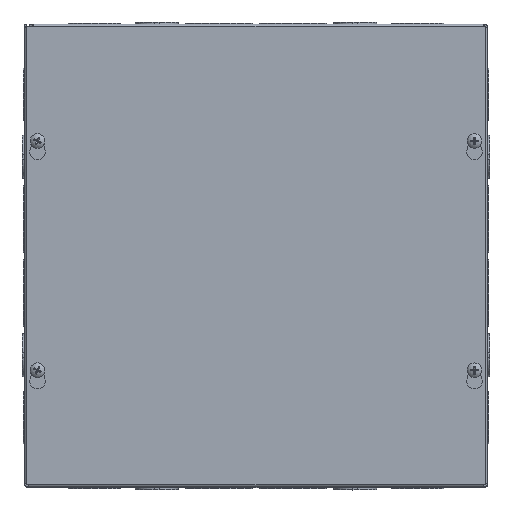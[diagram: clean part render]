
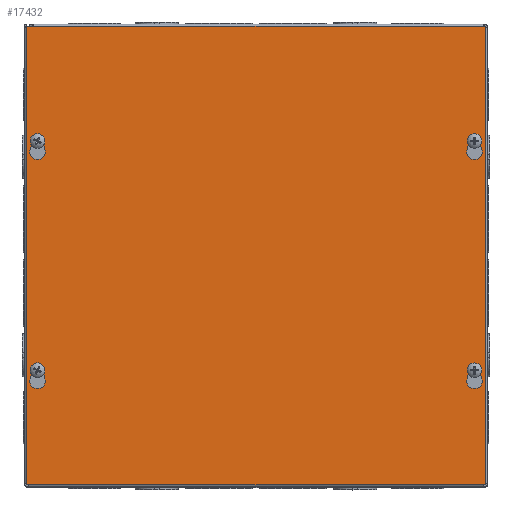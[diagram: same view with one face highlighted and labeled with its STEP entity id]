
A CAD part, top view. The second image highlights one B-rep face of the part: STEP entity #17432.
In plain terms, the highlighted planar face has unit normal (0, 0, 1).
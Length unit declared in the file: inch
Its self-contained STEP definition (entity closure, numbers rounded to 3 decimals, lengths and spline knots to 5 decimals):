
#1882=LINE($,#28830,#3604);
#1886=LINE($,#28840,#3608);
#1889=LINE($,#28848,#3611);
#1893=LINE($,#28860,#3615);
#1898=LINE($,#28878,#3620);
#1902=LINE($,#28888,#3624);
#1905=LINE($,#28896,#3627);
#1909=LINE($,#28908,#3631);
#1911=LINE($,#28916,#3633);
#1915=LINE($,#28924,#3637);
#1918=LINE($,#28930,#3640);
#1921=LINE($,#28935,#3643);
#3604=VECTOR($,#22925,0.26996);
#3608=VECTOR($,#22937,0.26996);
#3611=VECTOR($,#22942,0.26996);
#3615=VECTOR($,#22954,0.26996);
#3620=VECTOR($,#22973,0.26996);
#3624=VECTOR($,#22985,0.26996);
#3627=VECTOR($,#22990,0.26996);
#3631=VECTOR($,#23002,0.26996);
#3633=VECTOR($,#23012,12.);
#3637=VECTOR($,#23018,12.);
#3640=VECTOR($,#23023,12.);
#3643=VECTOR($,#23028,12.);
#4280=PLANE($,#18733);
#4763=FACE_BOUND($,#6749,.T.);
#4764=FACE_BOUND($,#6750,.T.);
#4765=FACE_BOUND($,#6751,.T.);
#4766=FACE_BOUND($,#6752,.T.);
#4767=FACE_BOUND($,#6753,.T.);
#6749=EDGE_LOOP($,(#15386,#15387,#15388,#15389));
#6750=EDGE_LOOP($,(#15390,#15391,#15392,#15393));
#6751=EDGE_LOOP($,(#15394,#15395,#15396,#15397));
#6752=EDGE_LOOP($,(#15398,#15399,#15400,#15401));
#6753=EDGE_LOOP($,(#15402,#15403,#15404,#15405));
#7156=CIRCLE($,#18699,0.203);
#7158=CIRCLE($,#18703,0.125);
#7160=CIRCLE($,#18708,0.125);
#7162=CIRCLE($,#18712,0.203);
#7164=CIRCLE($,#18715,0.203);
#7166=CIRCLE($,#18719,0.125);
#7168=CIRCLE($,#18724,0.125);
#7170=CIRCLE($,#18728,0.203);
#8573=VERTEX_POINT($,#28821);
#8574=VERTEX_POINT($,#28823);
#8576=VERTEX_POINT($,#28829);
#8578=VERTEX_POINT($,#28835);
#8581=VERTEX_POINT($,#28845);
#8582=VERTEX_POINT($,#28847);
#8584=VERTEX_POINT($,#28853);
#8586=VERTEX_POINT($,#28859);
#8589=VERTEX_POINT($,#28869);
#8590=VERTEX_POINT($,#28871);
#8592=VERTEX_POINT($,#28877);
#8594=VERTEX_POINT($,#28883);
#8597=VERTEX_POINT($,#28893);
#8598=VERTEX_POINT($,#28895);
#8600=VERTEX_POINT($,#28901);
#8602=VERTEX_POINT($,#28907);
#8603=VERTEX_POINT($,#28914);
#8604=VERTEX_POINT($,#28915);
#8607=VERTEX_POINT($,#28923);
#8609=VERTEX_POINT($,#28929);
#10769=EDGE_CURVE($,#8574,#8573,#7156,.T.);
#10772=EDGE_CURVE($,#8576,#8574,#1882,.T.);
#10775=EDGE_CURVE($,#8578,#8576,#7158,.T.);
#10778=EDGE_CURVE($,#8573,#8578,#1886,.T.);
#10781=EDGE_CURVE($,#8582,#8581,#1889,.T.);
#10784=EDGE_CURVE($,#8584,#8582,#7160,.T.);
#10787=EDGE_CURVE($,#8586,#8584,#1893,.T.);
#10790=EDGE_CURVE($,#8581,#8586,#7162,.T.);
#10793=EDGE_CURVE($,#8590,#8589,#7164,.T.);
#10796=EDGE_CURVE($,#8592,#8590,#1898,.T.);
#10799=EDGE_CURVE($,#8594,#8592,#7166,.T.);
#10802=EDGE_CURVE($,#8589,#8594,#1902,.T.);
#10805=EDGE_CURVE($,#8598,#8597,#1905,.T.);
#10808=EDGE_CURVE($,#8600,#8598,#7168,.T.);
#10811=EDGE_CURVE($,#8602,#8600,#1909,.T.);
#10814=EDGE_CURVE($,#8597,#8602,#7170,.T.);
#10815=EDGE_CURVE($,#8603,#8604,#1911,.T.);
#10819=EDGE_CURVE($,#8604,#8607,#1915,.T.);
#10822=EDGE_CURVE($,#8607,#8609,#1918,.T.);
#10825=EDGE_CURVE($,#8609,#8603,#1921,.T.);
#15386=ORIENTED_EDGE($,*,*,#10769,.T.);
#15387=ORIENTED_EDGE($,*,*,#10778,.T.);
#15388=ORIENTED_EDGE($,*,*,#10775,.T.);
#15389=ORIENTED_EDGE($,*,*,#10772,.T.);
#15390=ORIENTED_EDGE($,*,*,#10781,.T.);
#15391=ORIENTED_EDGE($,*,*,#10790,.T.);
#15392=ORIENTED_EDGE($,*,*,#10787,.T.);
#15393=ORIENTED_EDGE($,*,*,#10784,.T.);
#15394=ORIENTED_EDGE($,*,*,#10793,.T.);
#15395=ORIENTED_EDGE($,*,*,#10802,.T.);
#15396=ORIENTED_EDGE($,*,*,#10799,.T.);
#15397=ORIENTED_EDGE($,*,*,#10796,.T.);
#15398=ORIENTED_EDGE($,*,*,#10805,.T.);
#15399=ORIENTED_EDGE($,*,*,#10814,.T.);
#15400=ORIENTED_EDGE($,*,*,#10811,.T.);
#15401=ORIENTED_EDGE($,*,*,#10808,.T.);
#15402=ORIENTED_EDGE($,*,*,#10815,.F.);
#15403=ORIENTED_EDGE($,*,*,#10825,.F.);
#15404=ORIENTED_EDGE($,*,*,#10822,.F.);
#15405=ORIENTED_EDGE($,*,*,#10819,.F.);
#17432=ADVANCED_FACE($,(#4763,#4764,#4765,#4766,#4767),#4280,.T.);
#18699=AXIS2_PLACEMENT_3D($,#28824,#22919,#22920);
#18703=AXIS2_PLACEMENT_3D($,#28836,#22931,#22932);
#18708=AXIS2_PLACEMENT_3D($,#28854,#22948,#22949);
#18712=AXIS2_PLACEMENT_3D($,#28864,#22960,#22961);
#18715=AXIS2_PLACEMENT_3D($,#28872,#22967,#22968);
#18719=AXIS2_PLACEMENT_3D($,#28884,#22979,#22980);
#18724=AXIS2_PLACEMENT_3D($,#28902,#22996,#22997);
#18728=AXIS2_PLACEMENT_3D($,#28912,#23008,#23009);
#18733=AXIS2_PLACEMENT_3D($,#28937,#23030,#23031);
#22919=DIRECTION('center_axis',(0.,0.,-1.));
#22920=DIRECTION('ref_axis',(-0.961,0.278,0.));
#22925=DIRECTION($,(0.278,-0.961,0.));
#22931=DIRECTION('center_axis',(0.,0.,-1.));
#22932=DIRECTION('ref_axis',(0.961,0.278,0.));
#22937=DIRECTION($,(0.278,0.961,0.));
#22942=DIRECTION($,(0.278,-0.961,0.));
#22948=DIRECTION('center_axis',(0.,0.,-1.));
#22949=DIRECTION('ref_axis',(0.961,0.278,0.));
#22954=DIRECTION($,(0.278,0.961,0.));
#22960=DIRECTION('center_axis',(0.,0.,-1.));
#22961=DIRECTION('ref_axis',(-0.961,0.278,0.));
#22967=DIRECTION('center_axis',(0.,0.,-1.));
#22968=DIRECTION('ref_axis',(-0.961,0.278,0.));
#22973=DIRECTION($,(0.278,-0.961,0.));
#22979=DIRECTION('center_axis',(0.,0.,-1.));
#22980=DIRECTION('ref_axis',(0.961,0.278,0.));
#22985=DIRECTION($,(0.278,0.961,0.));
#22990=DIRECTION($,(0.278,-0.961,0.));
#22996=DIRECTION('center_axis',(0.,0.,-1.));
#22997=DIRECTION('ref_axis',(0.961,0.278,0.));
#23002=DIRECTION($,(0.278,0.961,0.));
#23008=DIRECTION('center_axis',(0.,0.,-1.));
#23009=DIRECTION('ref_axis',(-0.961,0.278,0.));
#23012=DIRECTION($,(0.,-1.,0.));
#23018=DIRECTION($,(-1.,0.,0.));
#23023=DIRECTION($,(0.,1.,0.));
#23028=DIRECTION($,(1.,0.,0.));
#23030=DIRECTION('center_axis',(0.,0.,1.));
#23031=DIRECTION('ref_axis',(1.,0.,0.));
#28821=CARTESIAN_POINT('',(5.52373,-3.22465,0.062));
#28823=CARTESIAN_POINT('',(5.91377,-3.22465,0.062));
#28824=CARTESIAN_POINT('Origin',(5.71875,-3.281,0.062));
#28829=CARTESIAN_POINT('',(5.83884,-2.9653,0.062));
#28830=CARTESIAN_POINT($,(5.25598,-0.94804,0.062));
#28835=CARTESIAN_POINT('',(5.59866,-2.9653,0.062));
#28836=CARTESIAN_POINT('Origin',(5.71875,-3.,0.062));
#28840=CARTESIAN_POINT($,(5.77835,-2.34339,0.062));
#28845=CARTESIAN_POINT('',(-5.52373,-3.22465,0.062));
#28847=CARTESIAN_POINT('',(-5.59866,-2.9653,0.062));
#28848=CARTESIAN_POINT($,(-5.74089,-2.47307,0.062));
#28853=CARTESIAN_POINT('',(-5.83884,-2.9653,0.062));
#28854=CARTESIAN_POINT('Origin',(-5.71875,-3.,0.062));
#28859=CARTESIAN_POINT('',(-5.91377,-3.22465,0.062));
#28860=CARTESIAN_POINT($,(-5.21851,-0.81836,0.062));
#28864=CARTESIAN_POINT('Origin',(-5.71875,-3.281,0.062));
#28869=CARTESIAN_POINT('',(5.52373,2.77535,0.062));
#28871=CARTESIAN_POINT('',(5.91377,2.77535,0.062));
#28872=CARTESIAN_POINT('Origin',(5.71875,2.719,0.062));
#28877=CARTESIAN_POINT('',(5.83884,3.0347,0.062));
#28878=CARTESIAN_POINT($,(6.056,2.28311,0.062));
#28883=CARTESIAN_POINT('',(5.59866,3.0347,0.062));
#28884=CARTESIAN_POINT('Origin',(5.71875,3.,0.062));
#28888=CARTESIAN_POINT($,(4.97834,0.88776,0.062));
#28893=CARTESIAN_POINT('',(-5.52373,2.77535,0.062));
#28895=CARTESIAN_POINT('',(-5.59866,3.0347,0.062));
#28896=CARTESIAN_POINT($,(-4.94087,0.75808,0.062));
#28901=CARTESIAN_POINT('',(-5.83884,3.0347,0.062));
#28902=CARTESIAN_POINT('Origin',(-5.71875,3.,0.062));
#28907=CARTESIAN_POINT('',(-5.91377,2.77535,0.062));
#28908=CARTESIAN_POINT($,(-6.01853,2.41279,0.062));
#28912=CARTESIAN_POINT('Origin',(-5.71875,2.719,0.062));
#28914=CARTESIAN_POINT('',(6.,6.,0.062));
#28915=CARTESIAN_POINT('',(6.,-6.,0.062));
#28916=CARTESIAN_POINT($,(6.,6.,0.062));
#28923=CARTESIAN_POINT('',(-6.,-6.,0.062));
#28924=CARTESIAN_POINT($,(6.,-6.,0.062));
#28929=CARTESIAN_POINT('',(-6.,6.,0.062));
#28930=CARTESIAN_POINT($,(-6.,-6.,0.062));
#28935=CARTESIAN_POINT($,(-6.,6.,0.062));
#28937=CARTESIAN_POINT('Origin',(0.,0.,
0.062));
